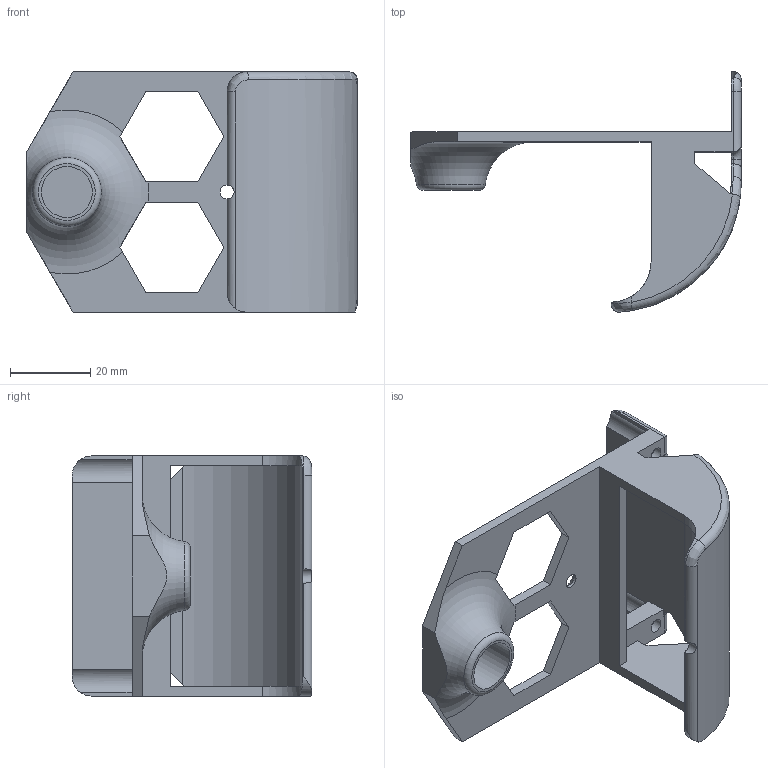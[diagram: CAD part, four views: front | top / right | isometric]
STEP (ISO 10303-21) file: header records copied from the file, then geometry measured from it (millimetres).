
FILE_DESCRIPTION(/* description */ ('Alibre Inc.'),/* implementation_level */ '2;1');
FILE_NAME(/* name */ 'export0',/* time_stamp */ '2015-07-11T14:20:58+12:00',/* author */ (''),/* organization */ (''),/* preprocessor_version */ 'ST-DEVELOPER v14',/* originating_system */ 'Alibre',/* authorisation */ '');
FILE_SCHEMA (('CONFIG_CONTROL_DESIGN'));
Length unit declared in the file: centimetre
Products named in the file (1): ID_1
Bounding box: 82.5 x 59.93 x 60 mm (x, y, z)
Volume: 25484.8 mm3; surface area: 20836.5 mm2
Topology: 1 solids, 1 shells, 109 faces, 319 edges, 205 vertices
Faces by surface type: plane 67, cylinder 27, torus 7, bspline 7, cone 1
Full cylindrical faces by diameter (mm): 3.5 x3, 12.7 x1
Entity records: 4455 total; most frequent: CARTESIAN_POINT 1624, ORIENTED_EDGE 620, DIRECTION 467, EDGE_CURVE 310, VECTOR 208, LINE 208, VERTEX_POINT 203, AXIS2_PLACEMENT_3D 164
